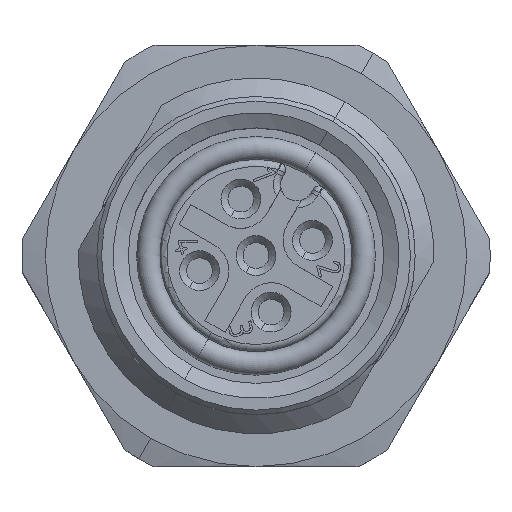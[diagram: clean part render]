
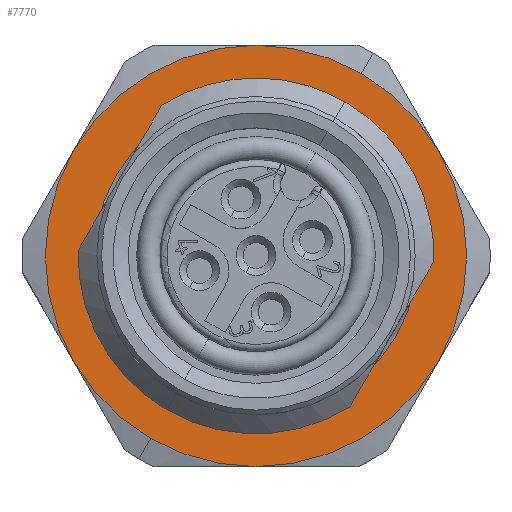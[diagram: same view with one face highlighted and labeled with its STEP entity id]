
A CAD part, top view. The second image highlights one B-rep face of the part: STEP entity #7770.
In plain terms, the highlighted planar face has unit normal (0, 0, 1).
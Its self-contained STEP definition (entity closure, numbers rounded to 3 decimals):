
#7306=AXIS2_PLACEMENT_3D('Circle Axis2P3D',#7304,#7305,$) ;
#7323=AXIS2_PLACEMENT_3D('Circle Axis2P3D',#7321,#7322,$) ;
#7666=AXIS2_PLACEMENT_3D('Circle Axis2P3D',#7664,#7665,$) ;
#7697=AXIS2_PLACEMENT_3D('Circle Axis2P3D',#7695,#7696,$) ;
#7714=AXIS2_PLACEMENT_3D('Circle Axis2P3D',#7712,#7713,$) ;
#7727=AXIS2_PLACEMENT_3D('Plane Axis2P3D',#7724,#7725,#7726) ;
#7731=AXIS2_PLACEMENT_3D('Circle Axis2P3D',#7729,#7730,$) ;
#7736=AXIS2_PLACEMENT_3D('Circle Axis2P3D',#7734,#7735,$) ;
#7741=AXIS2_PLACEMENT_3D('Circle Axis2P3D',#7739,#7740,$) ;
#7748=AXIS2_PLACEMENT_3D('Circle Axis2P3D',#7746,#7747,$) ;
#7753=AXIS2_PLACEMENT_3D('Circle Axis2P3D',#7751,#7752,$) ;
#7268=CARTESIAN_POINT('Vertex',(10.,18.,16.25)) ;
#7301=CARTESIAN_POINT('Vertex',(14.5,16.794,16.25)) ;
#7304=CARTESIAN_POINT('Axis2P3D Location',(10.,9.,16.25)) ;
#7321=CARTESIAN_POINT('Axis2P3D Location',(10.,9.,16.25)) ;
#7325=CARTESIAN_POINT('Vertex',(17.794,13.5,16.25)) ;
#7406=CARTESIAN_POINT('Vertex',(17.794,4.5,16.25)) ;
#7468=CARTESIAN_POINT('Vertex',(10.,0.,16.25)) ;
#7554=CARTESIAN_POINT('Vertex',(2.206,4.5,16.25)) ;
#7616=CARTESIAN_POINT('Vertex',(2.206,13.5,16.25)) ;
#7664=CARTESIAN_POINT('Axis2P3D Location',(10.,9.,16.25)) ;
#7668=CARTESIAN_POINT('Vertex',(13.45,14.976,16.25)) ;
#7670=CARTESIAN_POINT('Vertex',(6.55,3.024,16.25)) ;
#7695=CARTESIAN_POINT('Axis2P3D Location',(10.,9.,16.25)) ;
#7712=CARTESIAN_POINT('Axis2P3D Location',(10.,9.,16.25)) ;
#7724=CARTESIAN_POINT('Axis2P3D Location',(10.,9.,16.25)) ;
#7729=CARTESIAN_POINT('Axis2P3D Location',(10.,9.,16.25)) ;
#7734=CARTESIAN_POINT('Axis2P3D Location',(10.,9.,16.25)) ;
#7739=CARTESIAN_POINT('Axis2P3D Location',(10.,9.,16.25)) ;
#7743=CARTESIAN_POINT('Vertex',(5.5,1.206,16.25)) ;
#7746=CARTESIAN_POINT('Axis2P3D Location',(10.,9.,16.25)) ;
#7751=CARTESIAN_POINT('Axis2P3D Location',(10.,9.,16.25)) ;
#7305=DIRECTION('Axis2P3D Direction',(0.,0.,-1.)) ;
#7322=DIRECTION('Axis2P3D Direction',(0.,0.,-1.)) ;
#7665=DIRECTION('Axis2P3D Direction',(-0.,0.,-1.)) ;
#7696=DIRECTION('Axis2P3D Direction',(-0.,0.,-1.)) ;
#7713=DIRECTION('Axis2P3D Direction',(0.,0.,-1.)) ;
#7725=DIRECTION('Axis2P3D Direction',(0.,-0.,1.)) ;
#7726=DIRECTION('Axis2P3D XDirection',(0.5,0.866,0.)) ;
#7730=DIRECTION('Axis2P3D Direction',(0.,-0.,1.)) ;
#7735=DIRECTION('Axis2P3D Direction',(0.,-0.,1.)) ;
#7740=DIRECTION('Axis2P3D Direction',(0.,-0.,1.)) ;
#7747=DIRECTION('Axis2P3D Direction',(0.,-0.,1.)) ;
#7752=DIRECTION('Axis2P3D Direction',(0.,-0.,1.)) ;
#7757=ORIENTED_EDGE('',*,*,#7733,.T.) ;
#7758=ORIENTED_EDGE('',*,*,#7327,.T.) ;
#7759=ORIENTED_EDGE('',*,*,#7308,.T.) ;
#7760=ORIENTED_EDGE('',*,*,#7716,.T.) ;
#7761=ORIENTED_EDGE('',*,*,#7738,.T.) ;
#7762=ORIENTED_EDGE('',*,*,#7745,.T.) ;
#7763=ORIENTED_EDGE('',*,*,#7750,.T.) ;
#7764=ORIENTED_EDGE('',*,*,#7755,.T.) ;
#7767=ORIENTED_EDGE('',*,*,#7699,.T.) ;
#7768=ORIENTED_EDGE('',*,*,#7672,.T.) ;
#7769=FACE_BOUND('',#7766,.T.) ;
#7770=ADVANCED_FACE('Hauptkoerper',(#7765,#7769),#7728,.T.) ;
#7307=CIRCLE('generated circle',#7306,9.) ;
#7324=CIRCLE('generated circle',#7323,9.) ;
#7667=CIRCLE('generated circle',#7666,6.9) ;
#7698=CIRCLE('generated circle',#7697,6.9) ;
#7715=CIRCLE('generated circle',#7714,9.) ;
#7732=CIRCLE('generated circle',#7731,9.) ;
#7737=CIRCLE('generated circle',#7736,9.) ;
#7742=CIRCLE('generated circle',#7741,9.) ;
#7749=CIRCLE('generated circle',#7748,9.) ;
#7754=CIRCLE('generated circle',#7753,9.) ;
#7308=EDGE_CURVE('',#7302,#7269,#7307,.F.) ;
#7327=EDGE_CURVE('',#7326,#7302,#7324,.F.) ;
#7672=EDGE_CURVE('',#7669,#7671,#7667,.T.) ;
#7699=EDGE_CURVE('',#7671,#7669,#7698,.T.) ;
#7716=EDGE_CURVE('',#7269,#7617,#7715,.F.) ;
#7733=EDGE_CURVE('',#7407,#7326,#7732,.T.) ;
#7738=EDGE_CURVE('',#7617,#7555,#7737,.T.) ;
#7745=EDGE_CURVE('',#7555,#7744,#7742,.T.) ;
#7750=EDGE_CURVE('',#7744,#7469,#7749,.T.) ;
#7755=EDGE_CURVE('',#7469,#7407,#7754,.T.) ;
#7756=EDGE_LOOP('',(#7757,#7758,#7759,#7760,#7761,#7762,#7763,#7764)) ;
#7766=EDGE_LOOP('',(#7767,#7768)) ;
#7765=FACE_OUTER_BOUND('',#7756,.T.) ;
#7728=PLANE('',#7727) ;
#7269=VERTEX_POINT('',#7268) ;
#7302=VERTEX_POINT('',#7301) ;
#7326=VERTEX_POINT('',#7325) ;
#7407=VERTEX_POINT('',#7406) ;
#7469=VERTEX_POINT('',#7468) ;
#7555=VERTEX_POINT('',#7554) ;
#7617=VERTEX_POINT('',#7616) ;
#7669=VERTEX_POINT('',#7668) ;
#7671=VERTEX_POINT('',#7670) ;
#7744=VERTEX_POINT('',#7743) ;
